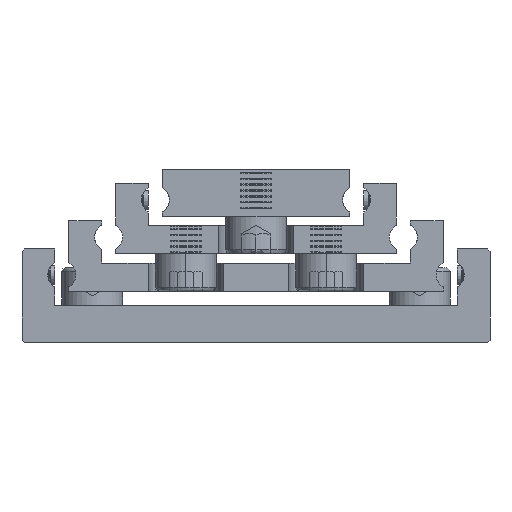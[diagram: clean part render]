
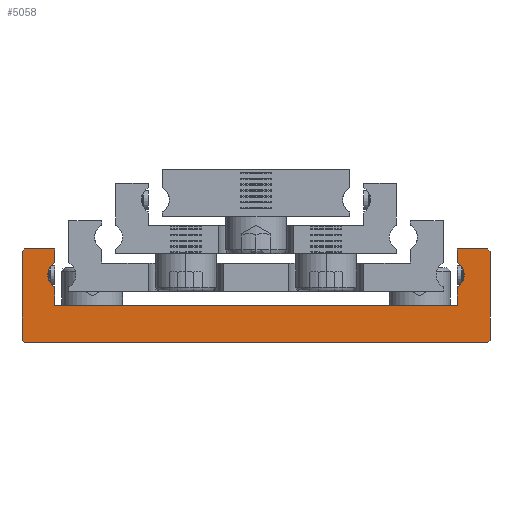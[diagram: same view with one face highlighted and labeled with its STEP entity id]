
A CAD part, front view. The second image highlights one B-rep face of the part: STEP entity #5058.
In plain terms, the highlighted planar face has unit normal (0, -1, 0).
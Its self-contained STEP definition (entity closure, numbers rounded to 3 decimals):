
#765=CARTESIAN_POINT('',(44.5,-875.0,7.0));
#766=VERTEX_POINT('',#765);
#775=CARTESIAN_POINT('',(43.0,-875.0,9.598));
#776=VERTEX_POINT('',#775);
#777=CARTESIAN_POINT('',(41.5,-875.0,7.0));
#778=DIRECTION('',(0.0,1.0,0.0));
#779=DIRECTION('',(1.0,0.0,0.0));
#780=AXIS2_PLACEMENT_3D('',#777,#778,#779);
#781=CIRCLE('',#780,3.0);
#782=EDGE_CURVE('',#776,#766,#781,.T.);
#958=CARTESIAN_POINT('',(-43.0,-875.0,9.598));
#959=VERTEX_POINT('',#958);
#966=CARTESIAN_POINT('',(-44.5,-875.0,7.0));
#967=VERTEX_POINT('',#966);
#968=CARTESIAN_POINT('',(-41.5,-875.0,7.0));
#969=DIRECTION('',(0.0,1.0,0.0));
#970=DIRECTION('',(1.0,0.0,0.0));
#971=AXIS2_PLACEMENT_3D('',#968,#969,#970);
#972=CIRCLE('',#971,3.0);
#973=EDGE_CURVE('',#967,#959,#972,.T.);
#4269=CARTESIAN_POINT('',(50.0,-875.0,-7.));
#4270=VERTEX_POINT('',#4269);
#4277=CARTESIAN_POINT('',(49.5,-875.0,-7.5));
#4278=VERTEX_POINT('',#4277);
#4279=CARTESIAN_POINT('',(50.0,-875.0,-7.));
#4280=DIRECTION('',(-0.707,0.0,-0.707));
#4281=VECTOR('',#4280,0.707);
#4282=LINE('',#4279,#4281);
#4283=EDGE_CURVE('',#4270,#4278,#4282,.T.);
#4308=CARTESIAN_POINT('',(50.0,-875.0,12.));
#4309=VERTEX_POINT('',#4308);
#4316=CARTESIAN_POINT('',(50.0,-875.0,12.));
#4317=DIRECTION('',(0.0,0.0,-1.0));
#4318=VECTOR('',#4317,19.0);
#4319=LINE('',#4316,#4318);
#4320=EDGE_CURVE('',#4309,#4270,#4319,.T.);
#4469=CARTESIAN_POINT('',(49.5,-875.0,12.5));
#4470=VERTEX_POINT('',#4469);
#4477=CARTESIAN_POINT('',(49.5,-875.0,12.5));
#4478=DIRECTION('',(0.707,0.0,-0.707));
#4479=VECTOR('',#4478,0.707);
#4480=LINE('',#4477,#4479);
#4481=EDGE_CURVE('',#4470,#4309,#4480,.T.);
#4494=CARTESIAN_POINT('',(43.0,-875.0,12.5));
#4495=VERTEX_POINT('',#4494);
#4502=CARTESIAN_POINT('',(43.0,-875.0,12.5));
#4503=DIRECTION('',(1.0,0.0,0.0));
#4504=VECTOR('',#4503,6.5);
#4505=LINE('',#4502,#4504);
#4506=EDGE_CURVE('',#4495,#4470,#4505,.T.);
#4517=CARTESIAN_POINT('',(-50.0,-875.0,12.0));
#4518=VERTEX_POINT('',#4517);
#4525=CARTESIAN_POINT('',(-49.5,-875.0,12.5));
#4526=VERTEX_POINT('',#4525);
#4527=CARTESIAN_POINT('',(-50.0,-875.0,12.0));
#4528=DIRECTION('',(0.707,0.0,0.707));
#4529=VECTOR('',#4528,0.707);
#4530=LINE('',#4527,#4529);
#4531=EDGE_CURVE('',#4518,#4526,#4530,.T.);
#4549=CARTESIAN_POINT('',(-50.0,-875.0,-7.));
#4550=VERTEX_POINT('',#4549);
#4557=CARTESIAN_POINT('',(-50.0,-875.0,-7.));
#4558=DIRECTION('',(0.0,0.0,1.0));
#4559=VECTOR('',#4558,19.);
#4560=LINE('',#4557,#4559);
#4561=EDGE_CURVE('',#4550,#4518,#4560,.T.);
#4575=CARTESIAN_POINT('',(-49.5,-875.0,-7.5));
#4576=VERTEX_POINT('',#4575);
#4577=CARTESIAN_POINT('',(-49.5,-875.0,-7.5));
#4578=DIRECTION('',(-0.707,0.0,0.707));
#4579=VECTOR('',#4578,0.707);
#4580=LINE('',#4577,#4579);
#4581=EDGE_CURVE('',#4576,#4550,#4580,.T.);
#4600=CARTESIAN_POINT('',(49.5,-875.0,-7.5));
#4601=DIRECTION('',(-1.0,0.0,0.0));
#4602=VECTOR('',#4601,99.);
#4603=LINE('',#4600,#4602);
#4604=EDGE_CURVE('',#4278,#4576,#4603,.T.);
#4865=CARTESIAN_POINT('',(-43.0,-875.0,4.402));
#4866=VERTEX_POINT('',#4865);
#4867=CARTESIAN_POINT('',(-41.5,-875.0,7.0));
#4868=DIRECTION('',(0.0,1.0,0.0));
#4869=DIRECTION('',(1.0,0.0,0.0));
#4870=AXIS2_PLACEMENT_3D('',#4867,#4868,#4869);
#4871=CIRCLE('',#4870,3.0);
#4872=EDGE_CURVE('',#4866,#967,#4871,.T.);
#4904=CARTESIAN_POINT('',(43.0,-875.0,4.402));
#4905=VERTEX_POINT('',#4904);
#4912=CARTESIAN_POINT('',(41.5,-875.0,7.0));
#4913=DIRECTION('',(0.0,1.0,0.0));
#4914=DIRECTION('',(1.0,0.0,0.0));
#4915=AXIS2_PLACEMENT_3D('',#4912,#4913,#4914);
#4916=CIRCLE('',#4915,3.0);
#4917=EDGE_CURVE('',#766,#4905,#4916,.T.);
#4928=CARTESIAN_POINT('',(-43.0,-875.0,0.5));
#4929=VERTEX_POINT('',#4928);
#4930=CARTESIAN_POINT('',(-43.0,-875.0,4.402));
#4931=DIRECTION('',(0.0,0.0,-1.0));
#4932=VECTOR('',#4931,3.902);
#4933=LINE('',#4930,#4932);
#4934=EDGE_CURVE('',#4866,#4929,#4933,.T.);
#4953=CARTESIAN_POINT('',(-43.0,-875.0,12.5));
#4954=VERTEX_POINT('',#4953);
#4961=CARTESIAN_POINT('',(-43.0,-875.0,12.5));
#4962=DIRECTION('',(0.0,0.0,-1.0));
#4963=VECTOR('',#4962,2.902);
#4964=LINE('',#4961,#4963);
#4965=EDGE_CURVE('',#4954,#959,#4964,.T.);
#4977=CARTESIAN_POINT('',(43.0,-875.0,0.5));
#4978=VERTEX_POINT('',#4977);
#4985=CARTESIAN_POINT('',(43.0,-875.0,0.5));
#4986=DIRECTION('',(0.0,0.0,1.0));
#4987=VECTOR('',#4986,3.902);
#4988=LINE('',#4985,#4987);
#4989=EDGE_CURVE('',#4978,#4905,#4988,.T.);
#5000=CARTESIAN_POINT('',(43.0,-875.0,9.598));
#5001=DIRECTION('',(0.0,0.0,1.0));
#5002=VECTOR('',#5001,2.902);
#5003=LINE('',#5000,#5002);
#5004=EDGE_CURVE('',#776,#4495,#5003,.T.);
#5017=CARTESIAN_POINT('',(-49.5,-875.0,12.5));
#5018=DIRECTION('',(1.0,0.0,0.0));
#5019=VECTOR('',#5018,6.5);
#5020=LINE('',#5017,#5019);
#5021=EDGE_CURVE('',#4526,#4954,#5020,.T.);
#5028=CARTESIAN_POINT('',(0.,-875.0,-1.045));
#5029=DIRECTION('',(0.0,1.0,0.0));
#5030=DIRECTION('',(0.0,0.0,1.0));
#5031=AXIS2_PLACEMENT_3D('',#5028,#5029,#5030);
#5032=PLANE('',#5031);
#5033=ORIENTED_EDGE('',*,*,#4283,.F.);
#5034=ORIENTED_EDGE('',*,*,#4320,.F.);
#5035=ORIENTED_EDGE('',*,*,#4481,.F.);
#5036=ORIENTED_EDGE('',*,*,#4506,.F.);
#5037=ORIENTED_EDGE('',*,*,#5004,.F.);
#5038=ORIENTED_EDGE('',*,*,#782,.T.);
#5039=ORIENTED_EDGE('',*,*,#4917,.T.);
#5040=ORIENTED_EDGE('',*,*,#4989,.F.);
#5041=CARTESIAN_POINT('',(-43.0,-875.0,0.5));
#5042=DIRECTION('',(1.0,0.0,0.0));
#5043=VECTOR('',#5042,86.0);
#5044=LINE('',#5041,#5043);
#5045=EDGE_CURVE('',#4929,#4978,#5044,.T.);
#5046=ORIENTED_EDGE('',*,*,#5045,.F.);
#5047=ORIENTED_EDGE('',*,*,#4934,.F.);
#5048=ORIENTED_EDGE('',*,*,#4872,.T.);
#5049=ORIENTED_EDGE('',*,*,#973,.T.);
#5050=ORIENTED_EDGE('',*,*,#4965,.F.);
#5051=ORIENTED_EDGE('',*,*,#5021,.F.);
#5052=ORIENTED_EDGE('',*,*,#4531,.F.);
#5053=ORIENTED_EDGE('',*,*,#4561,.F.);
#5054=ORIENTED_EDGE('',*,*,#4581,.F.);
#5055=ORIENTED_EDGE('',*,*,#4604,.F.);
#5056=EDGE_LOOP('',(#5033,#5034,#5035,#5036,#5037,#5038,#5039,#5040,#5046,#5047,#5048,#5049,#5050,#5051,#5052,#5053,#5054,#5055));
#5057=FACE_OUTER_BOUND('',#5056,.T.);
#5058=ADVANCED_FACE('',(#5057),#5032,.F.);
